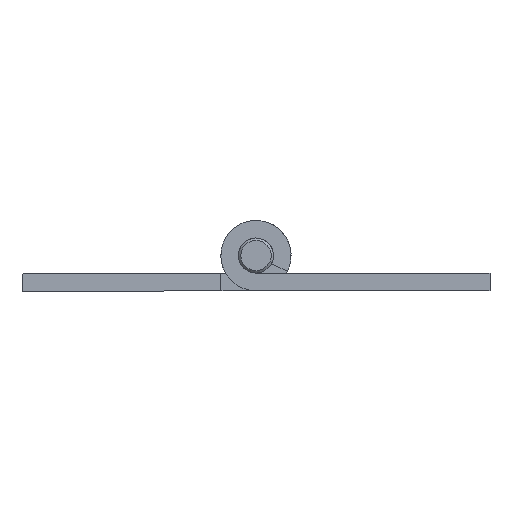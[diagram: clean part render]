
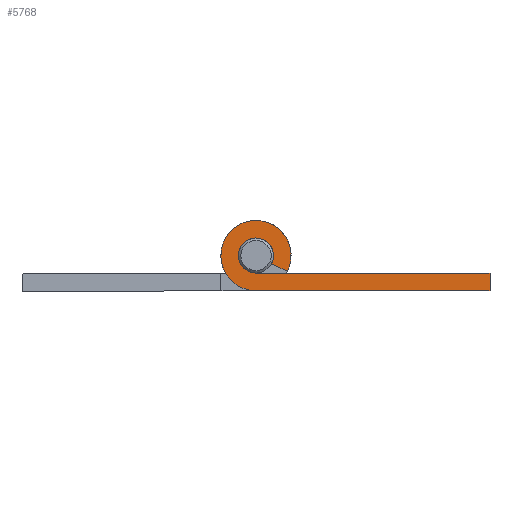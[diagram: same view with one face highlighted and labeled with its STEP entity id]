
A CAD part, front view. The second image highlights one B-rep face of the part: STEP entity #5768.
In plain terms, the highlighted planar face has unit normal (0, -1, 0).
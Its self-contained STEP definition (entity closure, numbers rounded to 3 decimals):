
#4002=CARTESIAN_POINT('',(0.,0.0,-1.5));
#4003=VERTEX_POINT('',#4002);
#4010=CARTESIAN_POINT('',(20.0,0.0,-1.5));
#4011=VERTEX_POINT('',#4010);
#4012=CARTESIAN_POINT('',(0.0,0.0,-1.5));
#4013=DIRECTION('',(1.0,0.0,0.0));
#4014=VECTOR('',#4013,20.0);
#4015=LINE('',#4012,#4014);
#4016=EDGE_CURVE('',#4003,#4011,#4015,.T.);
#5424=CARTESIAN_POINT('',(0.,0.0,-3.));
#5425=VERTEX_POINT('',#5424);
#5432=CARTESIAN_POINT('',(2.673,0.0,-1.362));
#5433=VERTEX_POINT('',#5432);
#5434=CARTESIAN_POINT('',(0.0,0.0,0.0));
#5435=DIRECTION('',(0.0,1.0,0.0));
#5436=DIRECTION('',(0.0,0.0,-1.0));
#5437=AXIS2_PLACEMENT_3D('',#5434,#5435,#5436);
#5438=CIRCLE('',#5437,3.0);
#5439=EDGE_CURVE('',#5425,#5433,#5438,.T.);
#5489=CARTESIAN_POINT('',(1.337,0.0,-0.681));
#5490=VERTEX_POINT('',#5489);
#5491=CARTESIAN_POINT('',(2.673,0.0,-1.362));
#5492=DIRECTION('',(-0.891,0.0,0.454));
#5493=VECTOR('',#5492,1.5);
#5494=LINE('',#5491,#5493);
#5495=EDGE_CURVE('',#5433,#5490,#5494,.T.);
#5537=CARTESIAN_POINT('',(0.0,0.0,0.0));
#5538=DIRECTION('',(0.0,-1.0,0.0));
#5539=DIRECTION('',(0.0,0.0,1.0));
#5540=AXIS2_PLACEMENT_3D('',#5537,#5538,#5539);
#5541=CIRCLE('',#5540,1.5);
#5542=EDGE_CURVE('',#5490,#4003,#5541,.T.);
#5581=CARTESIAN_POINT('',(20.0,0.0,-3.));
#5582=VERTEX_POINT('',#5581);
#5589=CARTESIAN_POINT('',(20.0,0.0,-3.));
#5590=DIRECTION('',(-1.0,0.0,0.0));
#5591=VECTOR('',#5590,20.0);
#5592=LINE('',#5589,#5591);
#5593=EDGE_CURVE('',#5582,#5425,#5592,.T.);
#5745=CARTESIAN_POINT('',(20.0,0.0,-1.5));
#5746=DIRECTION('',(0.0,0.0,-1.0));
#5747=VECTOR('',#5746,1.5);
#5748=LINE('',#5745,#5747);
#5749=EDGE_CURVE('',#4011,#5582,#5748,.T.);
#5755=CARTESIAN_POINT('',(6.482,0.0,-1.355));
#5756=DIRECTION('',(0.0,1.0,0.0));
#5757=DIRECTION('',(0.0,0.0,1.0));
#5758=AXIS2_PLACEMENT_3D('',#5755,#5756,#5757);
#5759=PLANE('',#5758);
#5760=ORIENTED_EDGE('',*,*,#4016,.F.);
#5761=ORIENTED_EDGE('',*,*,#5542,.F.);
#5762=ORIENTED_EDGE('',*,*,#5495,.F.);
#5763=ORIENTED_EDGE('',*,*,#5439,.F.);
#5764=ORIENTED_EDGE('',*,*,#5593,.F.);
#5765=ORIENTED_EDGE('',*,*,#5749,.F.);
#5766=EDGE_LOOP('',(#5760,#5761,#5762,#5763,#5764,#5765));
#5767=FACE_OUTER_BOUND('',#5766,.T.);
#5768=ADVANCED_FACE('',(#5767),#5759,.F.);
